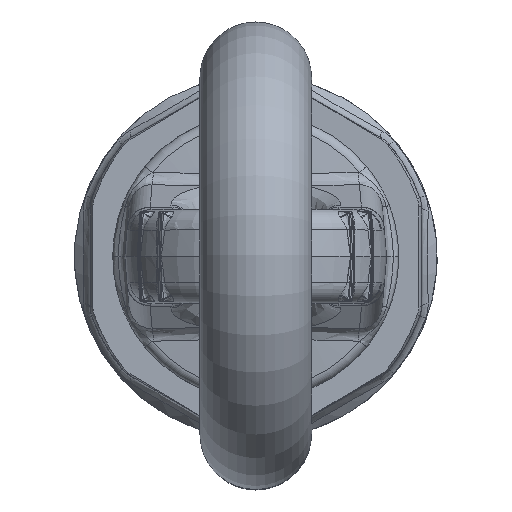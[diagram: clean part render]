
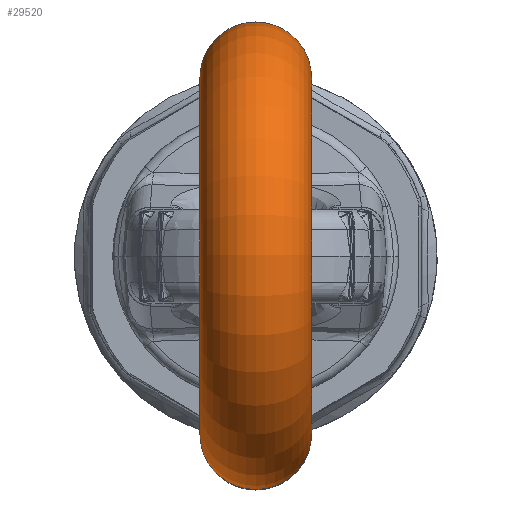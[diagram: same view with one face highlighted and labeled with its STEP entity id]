
A CAD part, top view. The second image highlights one B-rep face of the part: STEP entity #29520.
In plain terms, the highlighted toroidal (fillet/blend) face has major radius 51 mm and minor radius 16 mm.
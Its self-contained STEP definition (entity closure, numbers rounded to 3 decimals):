
#29481=CARTESIAN_POINT('Axis2P3D Location',(0.,0.,0.)) ;
#29486=CARTESIAN_POINT('Axis2P3D Location',(16.,0.,0.)) ;
#29490=CARTESIAN_POINT('Vertex',(16.,51.,0.)) ;
#29492=CARTESIAN_POINT('Vertex',(16.,-51.,0.)) ;
#29495=CARTESIAN_POINT('Axis2P3D Location',(0.,51.,0.)) ;
#29499=CARTESIAN_POINT('Vertex',(-16.,51.,0.)) ;
#29502=CARTESIAN_POINT('Axis2P3D Location',(-16.,0.,0.)) ;
#29506=CARTESIAN_POINT('Vertex',(-16.,-51.,0.)) ;
#29509=CARTESIAN_POINT('Axis2P3D Location',(0.,-51.,0.)) ;
#29482=DIRECTION('Axis2P3D Direction',(1.,0.,0.)) ;
#29483=DIRECTION('Axis2P3D XDirection',(0.,1.,0.)) ;
#29487=DIRECTION('Axis2P3D Direction',(1.,0.,0.)) ;
#29496=DIRECTION('Axis2P3D Direction',(0.,0.,-1.)) ;
#29503=DIRECTION('Axis2P3D Direction',(1.,0.,0.)) ;
#29510=DIRECTION('Axis2P3D Direction',(-0.,0.,1.)) ;
#29484=AXIS2_PLACEMENT_3D('Torus Axis2P3D',#29481,#29482,#29483) ;
#29488=AXIS2_PLACEMENT_3D('Circle Axis2P3D',#29486,#29487,$) ;
#29497=AXIS2_PLACEMENT_3D('Circle Axis2P3D',#29495,#29496,$) ;
#29504=AXIS2_PLACEMENT_3D('Circle Axis2P3D',#29502,#29503,$) ;
#29511=AXIS2_PLACEMENT_3D('Circle Axis2P3D',#29509,#29510,$) ;
#29515=ORIENTED_EDGE('',*,*,#29494,.F.) ;
#29516=ORIENTED_EDGE('',*,*,#29501,.T.) ;
#29517=ORIENTED_EDGE('',*,*,#29508,.T.) ;
#29518=ORIENTED_EDGE('',*,*,#29513,.F.) ;
#29520=ADVANCED_FACE('\X2\96F64EF651E04F554F53\X0\',(#29519),#29485,.T.) ;
#29489=CIRCLE('generated circle',#29488,51.) ;
#29498=CIRCLE('generated circle',#29497,16.) ;
#29505=CIRCLE('generated circle',#29504,51.) ;
#29512=CIRCLE('generated circle',#29511,16.) ;
#29485=TOROIDAL_SURFACE('homeo Torus',#29484,51.,16.) ;
#29494=EDGE_CURVE('',#29491,#29493,#29489,.T.) ;
#29501=EDGE_CURVE('',#29491,#29500,#29498,.F.) ;
#29508=EDGE_CURVE('',#29500,#29507,#29505,.T.) ;
#29513=EDGE_CURVE('',#29493,#29507,#29512,.F.) ;
#29514=EDGE_LOOP('',(#29515,#29516,#29517,#29518)) ;
#29519=FACE_OUTER_BOUND('',#29514,.T.) ;
#29491=VERTEX_POINT('',#29490) ;
#29493=VERTEX_POINT('',#29492) ;
#29500=VERTEX_POINT('',#29499) ;
#29507=VERTEX_POINT('',#29506) ;
